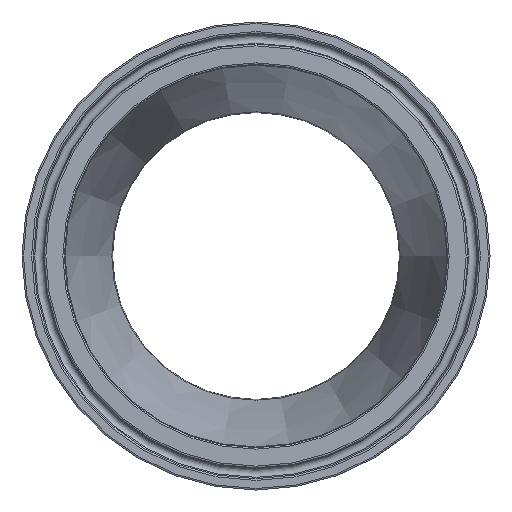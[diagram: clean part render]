
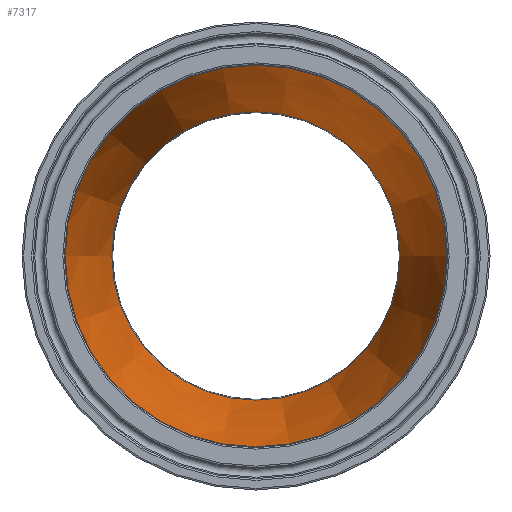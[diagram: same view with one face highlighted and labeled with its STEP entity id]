
A CAD part, left-side view. The second image highlights one B-rep face of the part: STEP entity #7317.
In plain terms, the highlighted conical face has half-angle 14.417 degrees and reference radius 42.57 mm.
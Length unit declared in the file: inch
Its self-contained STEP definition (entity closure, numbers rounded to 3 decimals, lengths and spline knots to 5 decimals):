
#16=CONICAL_SURFACE('',#7755,1.676,14.417);
#140=FACE_BOUND('',#1365,.T.);
#895=FACE_OUTER_BOUND('',#1364,.T.);
#1364=EDGE_LOOP('',(#6798));
#1365=EDGE_LOOP('',(#6799));
#2490=CIRCLE('',#7754,1.90913);
#2491=CIRCLE('',#7756,1.44287);
#3594=VERTEX_POINT('',#16020);
#3595=VERTEX_POINT('',#16023);
#4664=EDGE_CURVE('',#3594,#3594,#2490,.T.);
#4665=EDGE_CURVE('',#3595,#3595,#2491,.T.);
#6798=ORIENTED_EDGE('',*,*,#4665,.F.);
#6799=ORIENTED_EDGE('',*,*,#4664,.F.);
#7317=ADVANCED_FACE('',(#895,#140),#16,.F.);
#7754=AXIS2_PLACEMENT_3D('',#16021,#9095,#9096);
#7755=AXIS2_PLACEMENT_3D('',#16022,#9097,#9098);
#7756=AXIS2_PLACEMENT_3D('',#16024,#9099,#9100);
#9095=DIRECTION('center_axis',(1.,0.,0.));
#9096=DIRECTION('ref_axis',(0.,-1.,0.));
#9097=DIRECTION('center_axis',(-1.,0.,0.));
#9098=DIRECTION('ref_axis',(0.,1.,0.));
#9099=DIRECTION('center_axis',(-1.,0.,0.));
#9100=DIRECTION('ref_axis',(0.,-1.,0.));
#16020=CARTESIAN_POINT('',(0.40562,1.90913,0.));
#16021=CARTESIAN_POINT('Origin',(0.40562,0.,0.));
#16022=CARTESIAN_POINT('Origin',(1.3125,0.,0.));
#16023=CARTESIAN_POINT('',(2.21938,1.44287,0.));
#16024=CARTESIAN_POINT('Origin',(2.21938,0.,0.));
